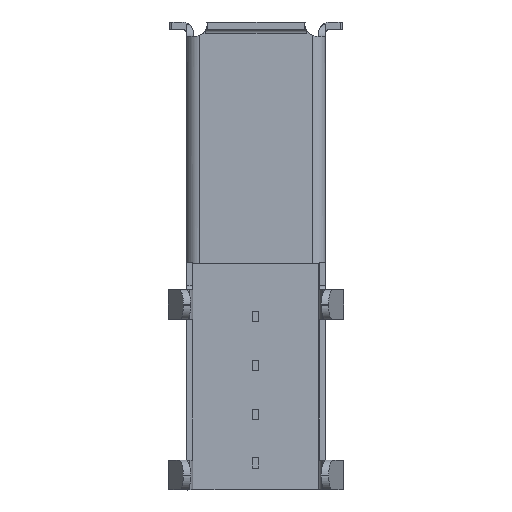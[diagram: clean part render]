
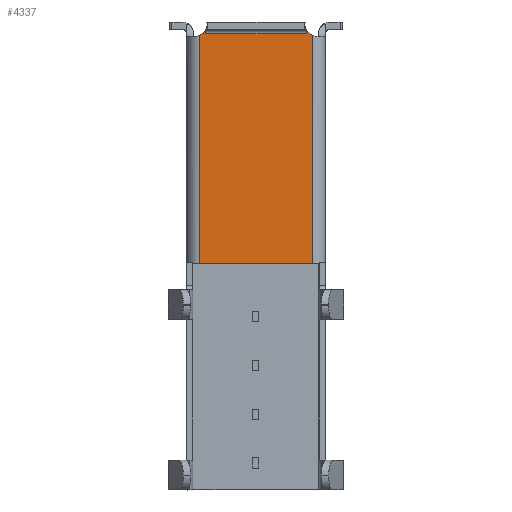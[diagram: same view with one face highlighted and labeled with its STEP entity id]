
A CAD part, left-side view. The second image highlights one B-rep face of the part: STEP entity #4337.
In plain terms, the highlighted planar face has unit normal (-1, 0, 0).
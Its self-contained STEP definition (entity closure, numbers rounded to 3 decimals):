
#56 = AXIS2_PLACEMENT_3D ( 'NONE', #3538, #651, #7046 ) ;
#184 = ORIENTED_EDGE ( 'NONE', *, *, #5454, .F. ) ;
#264 = CARTESIAN_POINT ( 'NONE',  ( -6.55, 5.621, -0.335 ) ) ;
#347 = ORIENTED_EDGE ( 'NONE', *, *, #6649, .T. ) ;
#651 = DIRECTION ( 'NONE',  ( 1., 0., 0. ) ) ;
#698 = PLANE ( 'NONE',  #56 ) ;
#706 = ORIENTED_EDGE ( 'NONE', *, *, #1086, .F. ) ;
#729 = VERTEX_POINT ( 'NONE', #7248 ) ;
#910 = CARTESIAN_POINT ( 'NONE',  ( -6.55, 1.245, -0.543 ) ) ;
#943 = VERTEX_POINT ( 'NONE', #4098 ) ;
#970 = DIRECTION ( 'NONE',  ( 0., 0., 1. ) ) ;
#1086 = EDGE_CURVE ( 'NONE', #943, #1474, #4649, .T. ) ;
#1125 = VECTOR ( 'NONE', #7217, 1000. ) ;
#1252 = DIRECTION ( 'NONE',  ( 0., 0., 1. ) ) ;
#1394 = CARTESIAN_POINT ( 'NONE',  ( -6.55, 1.245, -19.6 ) ) ;
#1474 = VERTEX_POINT ( 'NONE', #910 ) ;
#1570 = VECTOR ( 'NONE', #2256, 1000. ) ;
#1645 = EDGE_CURVE ( 'NONE', #3941, #729, #5115, .T. ) ;
#1999 = CARTESIAN_POINT ( 'NONE',  ( -6.55, 1.342, -0.501 ) ) ;
#2030 = VERTEX_POINT ( 'NONE', #264 ) ;
#2256 = DIRECTION ( 'NONE',  ( 0., 0., -1. ) ) ;
#2275 = VECTOR ( 'NONE', #1252, 1000. ) ;
#2333 = LINE ( 'NONE', #1394, #1125 ) ;
#2408 = DIRECTION ( 'NONE',  ( 0., -1., 0. ) ) ;
#2415 = FACE_OUTER_BOUND ( 'NONE', #2670, .T. ) ;
#2416 = VERTEX_POINT ( 'NONE', #5074 ) ;
#2583 = VECTOR ( 'NONE', #2408, 1000. ) ;
#2623 = EDGE_CURVE ( 'NONE', #2030, #3941, #5740, .T. ) ;
#2670 = EDGE_LOOP ( 'NONE', ( #184, #6403, #706, #5996, #7187, #2814, #347, #5348 ) ) ;
#2814 = ORIENTED_EDGE ( 'NONE', *, *, #2623, .F. ) ;
#3538 = CARTESIAN_POINT ( 'NONE',  ( -6.55, 5.621, -19.6 ) ) ;
#3941 = VERTEX_POINT ( 'NONE', #5070 ) ;
#4095 = VERTEX_POINT ( 'NONE', #6607 ) ;
#4098 = CARTESIAN_POINT ( 'NONE',  ( -6.55, 1.479, -0.335 ) ) ;
#4122 = CARTESIAN_POINT ( 'NONE',  ( -6.55, 5.621, -9.9 ) ) ;
#4133 = VECTOR ( 'NONE', #970, 1000. ) ;
#4337 = ADVANCED_FACE ( 'NONE', ( #2415 ), #698, .F. ) ;
#4386 = CARTESIAN_POINT ( 'NONE',  ( -6.55, 1.479, -0.335 ) ) ;
#4649 = B_SPLINE_CURVE_WITH_KNOTS ( 'NONE', 3,
 ( #4386, #5452, #1999, #6589 ),
 .UNSPECIFIED., .F., .F.,
 ( 4, 4 ),
 ( 0., 1. ),
 .UNSPECIFIED. ) ;
#4714 = B_SPLINE_CURVE_WITH_KNOTS ( 'NONE', 3,
 ( #6037, #6569, #5456, #7131 ),
 .UNSPECIFIED., .F., .F.,
 ( 4, 4 ),
 ( 0., 1. ),
 .UNSPECIFIED. ) ;
#5070 = CARTESIAN_POINT ( 'NONE',  ( -6.55, 5.621, -0.489 ) ) ;
#5073 = CARTESIAN_POINT ( 'NONE',  ( -6.55, 1.479, -19.6 ) ) ;
#5074 = CARTESIAN_POINT ( 'NONE',  ( -6.55, 5.855, -0.543 ) ) ;
#5115 = LINE ( 'NONE', #5809, #2583 ) ;
#5348 = ORIENTED_EDGE ( 'NONE', *, *, #5815, .F. ) ;
#5452 = CARTESIAN_POINT ( 'NONE',  ( -6.55, 1.426, -0.427 ) ) ;
#5454 = EDGE_CURVE ( 'NONE', #5595, #4095, #6066, .T. ) ;
#5456 = CARTESIAN_POINT ( 'NONE',  ( -6.55, 5.754, -0.5 ) ) ;
#5505 = LINE ( 'NONE', #5073, #4133 ) ;
#5595 = VERTEX_POINT ( 'NONE', #5614 ) ;
#5614 = CARTESIAN_POINT ( 'NONE',  ( -6.55, 1.245, -9.9 ) ) ;
#5726 = CARTESIAN_POINT ( 'NONE',  ( -6.55, 5.621, -19.6 ) ) ;
#5740 = LINE ( 'NONE', #5726, #1570 ) ;
#5809 = CARTESIAN_POINT ( 'NONE',  ( -6.55, 5.621, -0.489 ) ) ;
#5815 = EDGE_CURVE ( 'NONE', #4095, #2416, #6874, .T. ) ;
#5996 = ORIENTED_EDGE ( 'NONE', *, *, #6852, .F. ) ;
#6037 = CARTESIAN_POINT ( 'NONE',  ( -6.55, 5.621, -0.335 ) ) ;
#6066 = LINE ( 'NONE', #4122, #6524 ) ;
#6403 = ORIENTED_EDGE ( 'NONE', *, *, #6788, .F. ) ;
#6524 = VECTOR ( 'NONE', #7192, 1000. ) ;
#6569 = CARTESIAN_POINT ( 'NONE',  ( -6.55, 5.676, -0.43 ) ) ;
#6589 = CARTESIAN_POINT ( 'NONE',  ( -6.55, 1.245, -0.543 ) ) ;
#6607 = CARTESIAN_POINT ( 'NONE',  ( -6.55, 5.855, -9.9 ) ) ;
#6649 = EDGE_CURVE ( 'NONE', #2030, #2416, #4714, .T. ) ;
#6788 = EDGE_CURVE ( 'NONE', #1474, #5595, #2333, .T. ) ;
#6852 = EDGE_CURVE ( 'NONE', #729, #943, #5505, .T. ) ;
#6874 = LINE ( 'NONE', #7105, #2275 ) ;
#7046 = DIRECTION ( 'NONE',  ( 0., 1., 0. ) ) ;
#7105 = CARTESIAN_POINT ( 'NONE',  ( -6.55, 5.855, -19.6 ) ) ;
#7131 = CARTESIAN_POINT ( 'NONE',  ( -6.55, 5.855, -0.543 ) ) ;
#7187 = ORIENTED_EDGE ( 'NONE', *, *, #1645, .F. ) ;
#7192 = DIRECTION ( 'NONE',  ( 0., 1., 0. ) ) ;
#7217 = DIRECTION ( 'NONE',  ( 0., 0., -1. ) ) ;
#7248 = CARTESIAN_POINT ( 'NONE',  ( -6.55, 1.479, -0.489 ) ) ;
